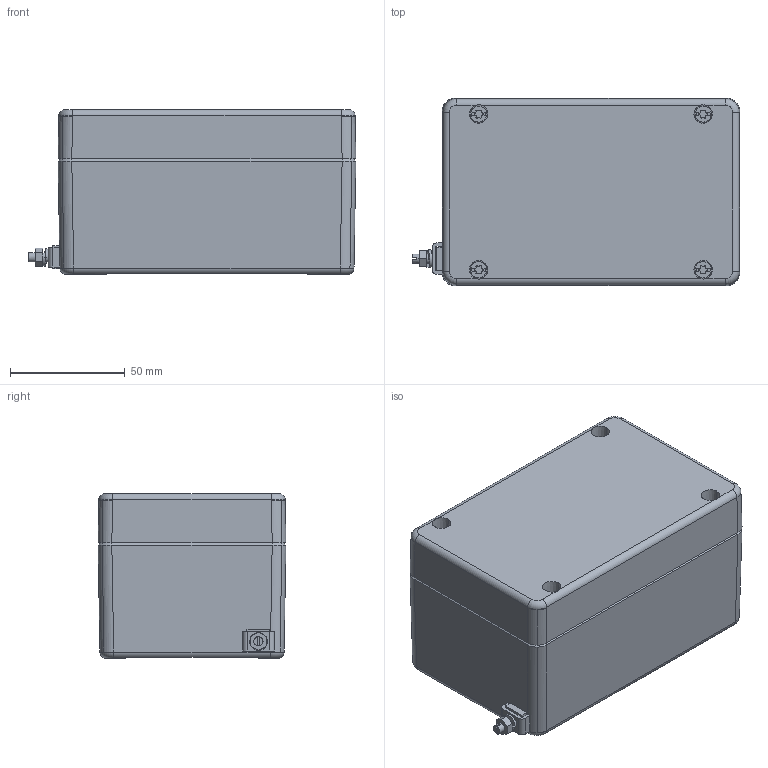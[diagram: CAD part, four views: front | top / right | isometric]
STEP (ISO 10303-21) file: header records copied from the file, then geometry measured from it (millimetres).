
FILE_DESCRIPTION(('CATIA V5R24 STEP','CAx-IF Rec.Pracs.--- Model Styling and Organization---1.2---2011-12-15'),'2;1');
FILE_NAME ('D1451050_1', '2018-04-23T05:43:15+00:00', ('Weidmueller Interface'), ('Weidmueller'), 'CATIA Version 5-6 Release 2014 SP4 HF52', 'CATIA V5 STEP AP214', 'none');
FILE_SCHEMA(('AUTOMOTIVE_DESIGN { 1 0 10303 214 1 1 1 1 }'));
Length unit declared in the file: millimetre
Products named in the file (1): K4 EX RAL7001
Bounding box: 143.05 x 82 x 72 mm (x, y, z)
Volume: 231858.7 mm3; surface area: 116637.3 mm2
Topology: 10 solids, 10 shells, 1144 faces, 2894 edges, 1830 vertices
Faces by surface type: plane 368, cylinder 367, cone 261, torus 80, bspline 68
Entity records: 34653 total; most frequent: CARTESIAN_POINT 9461, ORIENTED_EDGE 5784, DIRECTION 4131, EDGE_CURVE 2892, AXIS2_PLACEMENT_3D 1904, VERTEX_POINT 1830, VECTOR 1350, LINE 1350
